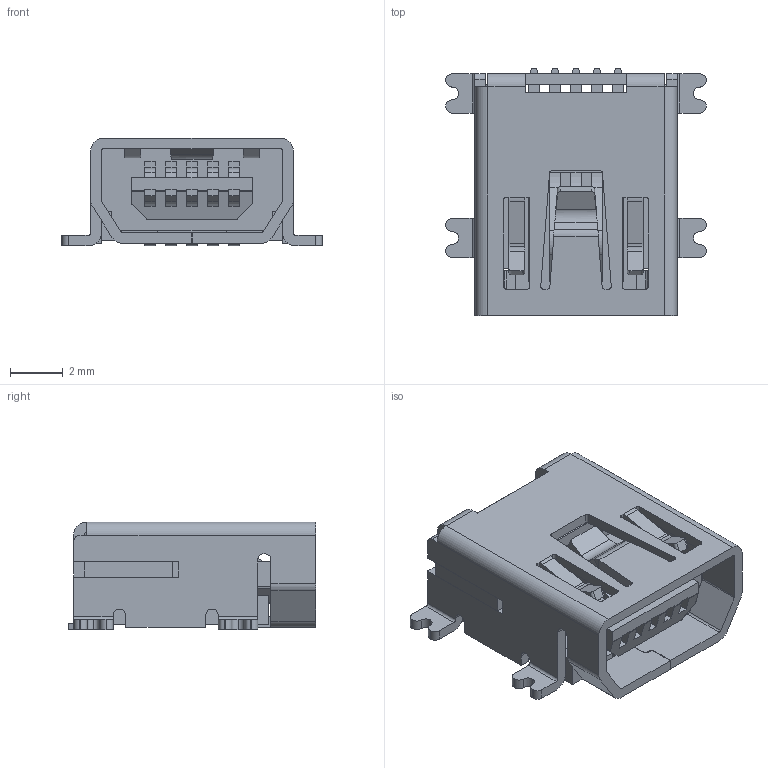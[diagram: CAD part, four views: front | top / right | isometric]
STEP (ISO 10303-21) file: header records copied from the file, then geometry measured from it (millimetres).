
FILE_DESCRIPTION(('STEP AP242'),'1');
FILE_NAME('651305142821.stp','2022-03-24T08:50:38',('TraceParts'),('TraceParts S.A.'),'Spatial InterOp 3D',' ',' ');
FILE_SCHEMA(('AP242_MANAGED_MODEL_BASED_3D_ENGINEERING_MIM_LF {1 0 10303 442 1 1 4}'));
Length unit declared in the file: millimetre
Products named in the file (1): 651305142821_1
Bounding box: 9.9 x 9.4 x 4.1 mm (x, y, z)
Volume: 150.6 mm3; surface area: 756.4 mm2
Topology: 7 solids, 7 shells, 497 faces, 1457 edges, 956 vertices
Faces by surface type: plane 308, cylinder 183, bspline 4, sphere 2
Entity records: 16629 total; most frequent: CARTESIAN_POINT 2997, ORIENTED_EDGE 2910, DIRECTION 2801, EDGE_CURVE 1455, LINE 1085, VECTOR 1085, VERTEX_POINT 956, AXIS2_PLACEMENT_3D 858
